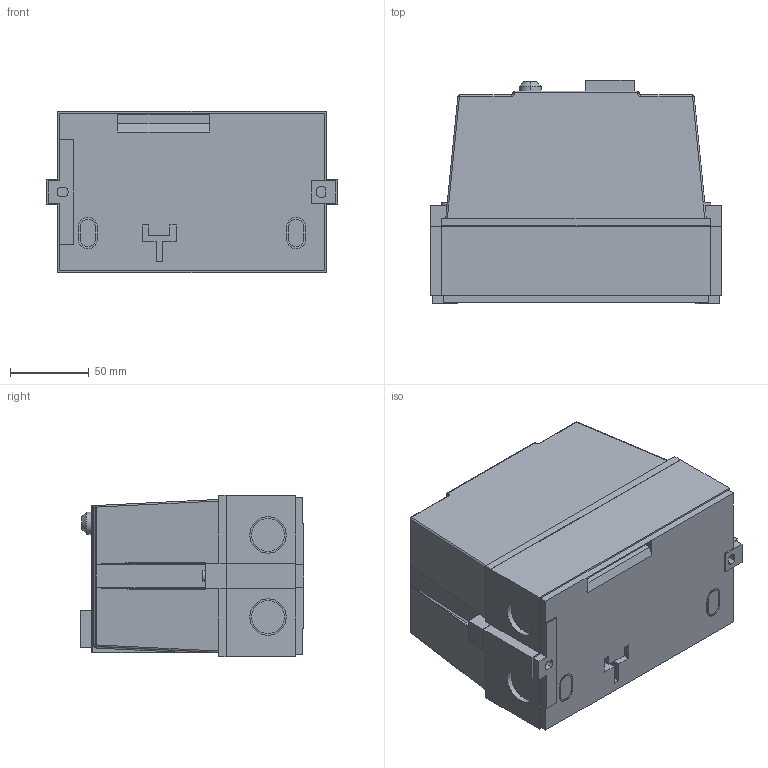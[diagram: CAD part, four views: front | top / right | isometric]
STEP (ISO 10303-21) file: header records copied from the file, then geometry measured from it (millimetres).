
FILE_DESCRIPTION (( 'STEP AP214' ), '1' );
FILE_NAME ('KKM26-032-I-380-00 Êîíòàêòîð ÊÌÈ23260 32À IP54 ñ èíäèê. Ue=400Â_ÀÑ3 ÈÝÊ.STEP', '2017-11-15T12:05:49', ( '' ), ( '' ), 'SwSTEP 2.0', 'SolidWorks 2014', '' );
FILE_SCHEMA (( 'AUTOMOTIVE_DESIGN' ));
Length unit declared in the file: millimetre
Products named in the file (1): KKM26-032-I-380-00 Êîíòàêòîð ÊÌÈ23260 32À IP54 ñ èíäèê. Ue=400Â_ÀÑ3 ÈÝÊ
Bounding box: 184 x 141.7 x 102 mm (x, y, z)
Volume: 2104013.9 mm3; surface area: 110876 mm2
Topology: 1 solids, 1 shells, 317 faces, 792 edges, 502 vertices
Faces by surface type: plane 210, cylinder 75, bspline 18, torus 6, sphere 6, cone 2
Entity records: 9630 total; most frequent: CARTESIAN_POINT 2176, ORIENTED_EDGE 1564, DIRECTION 1472, EDGE_CURVE 782, VECTOR 588, LINE 588, VERTEX_POINT 502, AXIS2_PLACEMENT_3D 442
